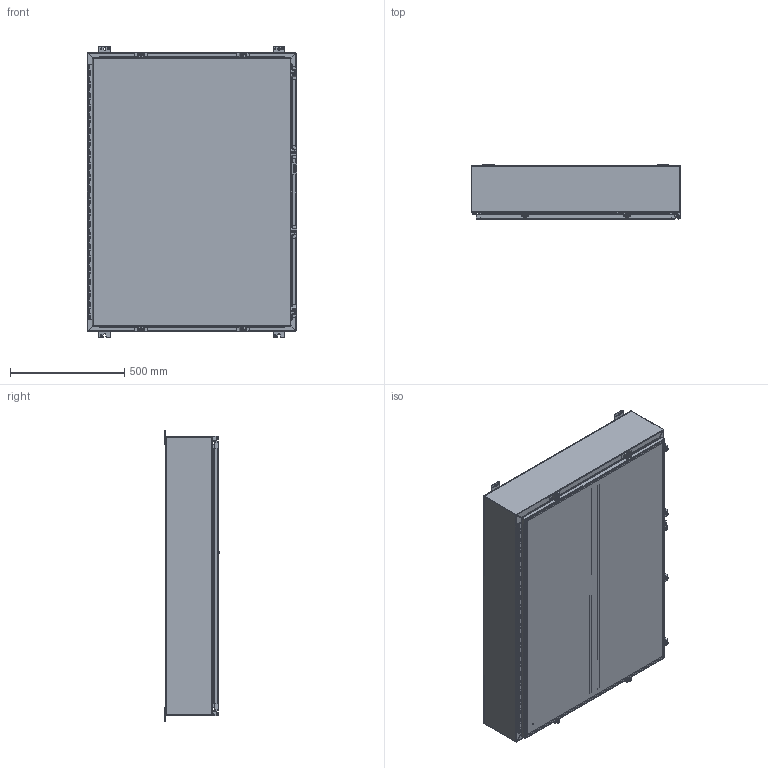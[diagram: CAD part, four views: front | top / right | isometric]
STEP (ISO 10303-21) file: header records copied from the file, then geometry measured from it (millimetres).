
FILE_DESCRIPTION (( 'STEP AP203' ), '1' );
FILE_NAME ('1418N4SSS8_Default.step', '2019-11-01T21:05:27', ( 'ADC123' ), ( 'Microsoft' ), 'SwSTEP 2.0', 'SolidWorks 2019', '' );
FILE_SCHEMA (( 'CONFIG_CONTROL_DESIGN' ));
Products named in the file (1): 1418N4SSS8_Default
Bounding box: 916 x 238.12 x 1276.35 mm (x, y, z)
Volume: 9198605.2 mm3; surface area: 9401618.1 mm2
Topology: 64 solids, 65 shells, 2416 faces, 6370 edges, 4160 vertices
Faces by surface type: plane 1443, cylinder 849, bspline 114, cone 10
Entity records: 79191 total; most frequent: CARTESIAN_POINT 18817, ORIENTED_EDGE 12732, DIRECTION 12332, EDGE_CURVE 6366, VECTOR 4354, LINE 4354, VERTEX_POINT 4160, AXIS2_PLACEMENT_3D 3989
